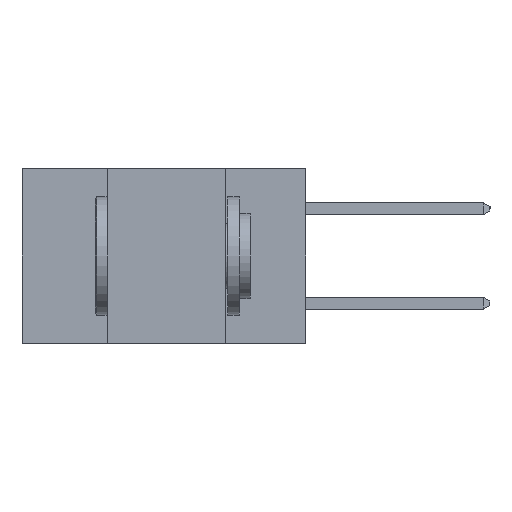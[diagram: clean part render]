
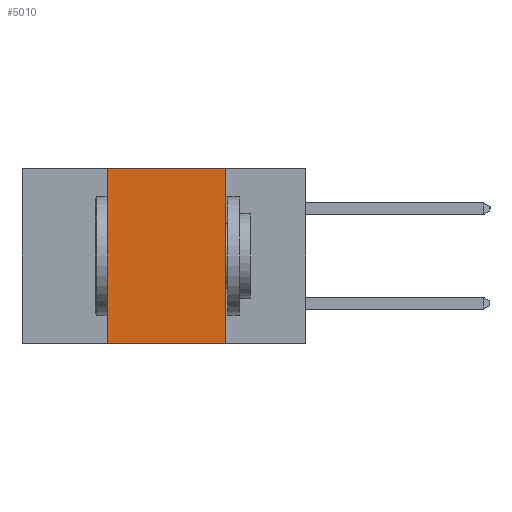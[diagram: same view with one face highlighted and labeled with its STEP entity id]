
A CAD part, left-side view. The second image highlights one B-rep face of the part: STEP entity #5010.
In plain terms, the highlighted planar face has unit normal (-1, 0, 0).
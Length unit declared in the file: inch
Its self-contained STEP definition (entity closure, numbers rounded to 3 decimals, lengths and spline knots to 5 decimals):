
#297 = AXIS2_PLACEMENT_3D ( 'NONE', #27239, #21193, #3249 ) ;
#392 = LINE ( 'NONE', #26831, #16771 ) ;
#977 = EDGE_CURVE ( 'NONE', #6110, #13600, #392, .T. ) ;
#990 = ORIENTED_EDGE ( 'NONE', *, *, #977, .F. ) ;
#1022 = LINE ( 'NONE', #12197, #13286 ) ;
#2449 = ORIENTED_EDGE ( 'NONE', *, *, #23583, .F. ) ;
#2673 = CARTESIAN_POINT ( 'NONE',  ( 0., 0.42, -0.37 ) ) ;
#3249 = DIRECTION ( 'NONE',  ( 0., 0., -1. ) ) ;
#3642 = CARTESIAN_POINT ( 'NONE',  ( 0., 0.6, -0.37 ) ) ;
#4198 = LINE ( 'NONE', #3642, #15052 ) ;
#4234 = VECTOR ( 'NONE', #20047, 39.37008 ) ;
#4809 = LINE ( 'NONE', #2673, #4234 ) ;
#5010 = ADVANCED_FACE ( 'NONE', ( #7547 ), #16731, .F. ) ;
#5924 = EDGE_CURVE ( 'NONE', #17984, #6110, #1022, .T. ) ;
#6110 = VERTEX_POINT ( 'NONE', #10346 ) ;
#7547 = FACE_OUTER_BOUND ( 'NONE', #15723, .T. ) ;
#9494 = EDGE_CURVE ( 'NONE', #16689, #13600, #4198, .T. ) ;
#10346 = CARTESIAN_POINT ( 'NONE',  ( 0., 0.17, 0. ) ) ;
#12197 = CARTESIAN_POINT ( 'NONE',  ( 0., 0.6, 0. ) ) ;
#12349 = ORIENTED_EDGE ( 'NONE', *, *, #9494, .T. ) ;
#13286 = VECTOR ( 'NONE', #20698, 39.37008 ) ;
#13600 = VERTEX_POINT ( 'NONE', #26074 ) ;
#15052 = VECTOR ( 'NONE', #28206, 39.37008 ) ;
#15723 = EDGE_LOOP ( 'NONE', ( #990, #26099, #2449, #12349 ) ) ;
#16451 = CARTESIAN_POINT ( 'NONE',  ( 0., 0.42, -0.37 ) ) ;
#16689 = VERTEX_POINT ( 'NONE', #16451 ) ;
#16731 = PLANE ( 'NONE',  #297 ) ;
#16771 = VECTOR ( 'NONE', #20635, 39.37008 ) ;
#17984 = VERTEX_POINT ( 'NONE', #25825 ) ;
#20047 = DIRECTION ( 'NONE',  ( 0., 0., 1. ) ) ;
#20635 = DIRECTION ( 'NONE',  ( 0., 0., -1. ) ) ;
#20698 = DIRECTION ( 'NONE',  ( 0., -1., 0. ) ) ;
#21193 = DIRECTION ( 'NONE',  ( 1., 0., 0. ) ) ;
#23583 = EDGE_CURVE ( 'NONE', #16689, #17984, #4809, .T. ) ;
#25825 = CARTESIAN_POINT ( 'NONE',  ( 0., 0.42, 0. ) ) ;
#26074 = CARTESIAN_POINT ( 'NONE',  ( 0., 0.17, -0.37 ) ) ;
#26099 = ORIENTED_EDGE ( 'NONE', *, *, #5924, .F. ) ;
#26831 = CARTESIAN_POINT ( 'NONE',  ( 0., 0.17, -0.37 ) ) ;
#27239 = CARTESIAN_POINT ( 'NONE',  ( 0., 0.6, 0. ) ) ;
#28206 = DIRECTION ( 'NONE',  ( 0., -1., 0. ) ) ;
